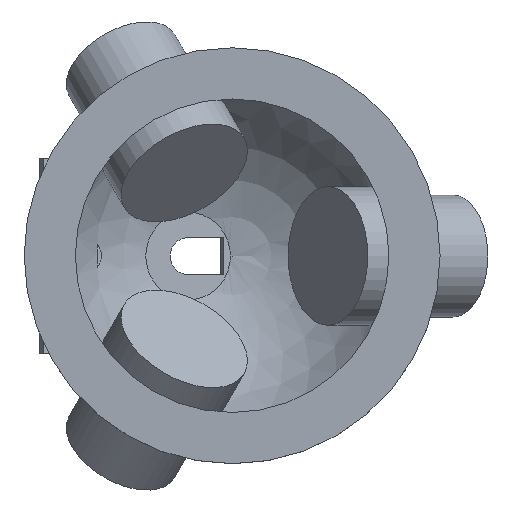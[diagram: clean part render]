
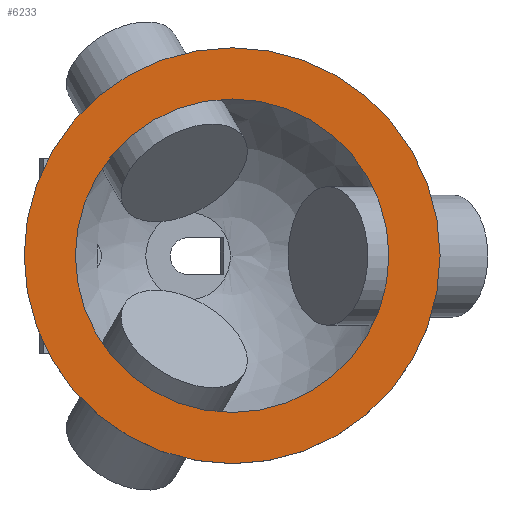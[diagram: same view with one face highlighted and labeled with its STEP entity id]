
A CAD part, top view. The second image highlights one B-rep face of the part: STEP entity #6233.
In plain terms, the highlighted planar face has unit normal (0, 0, 1).
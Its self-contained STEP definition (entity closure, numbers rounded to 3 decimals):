
#2897 = CYLINDRICAL_SURFACE('',#2898,22.5);
#2898 = AXIS2_PLACEMENT_3D('',#2899,#2900,#2901);
#2899 = CARTESIAN_POINT('',(0.,0.,22.4));
#2900 = DIRECTION('',(0.,0.,1.));
#2901 = DIRECTION('',(1.,0.,0.));
#3889 = VERTEX_POINT('',#3890);
#3890 = CARTESIAN_POINT('',(22.5,0.,27.4));
#3911 = EDGE_CURVE('',#3889,#3889,#3912,.T.);
#3912 = SURFACE_CURVE('',#3913,(#3918,#3925),.PCURVE_S1.);
#3913 = CIRCLE('',#3914,22.5);
#3914 = AXIS2_PLACEMENT_3D('',#3915,#3916,#3917);
#3915 = CARTESIAN_POINT('',(0.,0.,27.4));
#3916 = DIRECTION('',(0.,0.,1.));
#3917 = DIRECTION('',(1.,0.,0.));
#3918 = PCURVE('',#2897,#3919);
#3919 = DEFINITIONAL_REPRESENTATION('',(#3920),#3924);
#3920 = LINE('',#3921,#3922);
#3921 = CARTESIAN_POINT('',(0.,5.));
#3922 = VECTOR('',#3923,1.);
#3923 = DIRECTION('',(1.,0.));
#3924 = ( GEOMETRIC_REPRESENTATION_CONTEXT(2) 
PARAMETRIC_REPRESENTATION_CONTEXT() REPRESENTATION_CONTEXT('2D SPACE',''
  ) );
#3925 = PCURVE('',#3926,#3931);
#3926 = PLANE('',#3927);
#3927 = AXIS2_PLACEMENT_3D('',#3928,#3929,#3930);
#3928 = CARTESIAN_POINT('',(0.,0.,27.4));
#3929 = DIRECTION('',(0.,0.,1.));
#3930 = DIRECTION('',(1.,0.,0.));
#3931 = DEFINITIONAL_REPRESENTATION('',(#3932),#3936);
#3932 = CIRCLE('',#3933,22.5);
#3933 = AXIS2_PLACEMENT_2D('',#3934,#3935);
#3934 = CARTESIAN_POINT('',(0.,0.));
#3935 = DIRECTION('',(1.,0.));
#3936 = ( GEOMETRIC_REPRESENTATION_CONTEXT(2) 
PARAMETRIC_REPRESENTATION_CONTEXT() REPRESENTATION_CONTEXT('2D SPACE',''
  ) );
#6233 = ADVANCED_FACE('',(#6234,#6237),#3926,.T.);
#6234 = FACE_BOUND('',#6235,.T.);
#6235 = EDGE_LOOP('',(#6236));
#6236 = ORIENTED_EDGE('',*,*,#3911,.T.);
#6237 = FACE_BOUND('',#6238,.T.);
#6238 = EDGE_LOOP('',(#6239));
#6239 = ORIENTED_EDGE('',*,*,#6240,.F.);
#6240 = EDGE_CURVE('',#6241,#6241,#6243,.T.);
#6241 = VERTEX_POINT('',#6242);
#6242 = CARTESIAN_POINT('',(16.961,0.,27.4));
#6243 = SURFACE_CURVE('',#6244,(#6249,#6256),.PCURVE_S1.);
#6244 = CIRCLE('',#6245,16.961);
#6245 = AXIS2_PLACEMENT_3D('',#6246,#6247,#6248);
#6246 = CARTESIAN_POINT('',(0.,0.,27.4));
#6247 = DIRECTION('',(0.,0.,1.));
#6248 = DIRECTION('',(1.,0.,0.));
#6249 = PCURVE('',#3926,#6250);
#6250 = DEFINITIONAL_REPRESENTATION('',(#6251),#6255);
#6251 = CIRCLE('',#6252,16.961);
#6252 = AXIS2_PLACEMENT_2D('',#6253,#6254);
#6253 = CARTESIAN_POINT('',(0.,0.));
#6254 = DIRECTION('',(1.,0.));
#6255 = ( GEOMETRIC_REPRESENTATION_CONTEXT(2) 
PARAMETRIC_REPRESENTATION_CONTEXT() REPRESENTATION_CONTEXT('2D SPACE',''
  ) );
#6256 = PCURVE('',#6257,#6262);
#6257 = CONICAL_SURFACE('',#6258,18.2,0.222);
#6258 = AXIS2_PLACEMENT_3D('',#6259,#6260,#6261);
#6259 = CARTESIAN_POINT('',(0.,0.,21.9));
#6260 = DIRECTION('',(-0.,-0.,-1.));
#6261 = DIRECTION('',(1.,0.,0.));
#6262 = DEFINITIONAL_REPRESENTATION('',(#6263),#6267);
#6263 = LINE('',#6264,#6265);
#6264 = CARTESIAN_POINT('',(-0.,-5.5));
#6265 = VECTOR('',#6266,1.);
#6266 = DIRECTION('',(-1.,-0.));
#6267 = ( GEOMETRIC_REPRESENTATION_CONTEXT(2) 
PARAMETRIC_REPRESENTATION_CONTEXT() REPRESENTATION_CONTEXT('2D SPACE',''
  ) );
